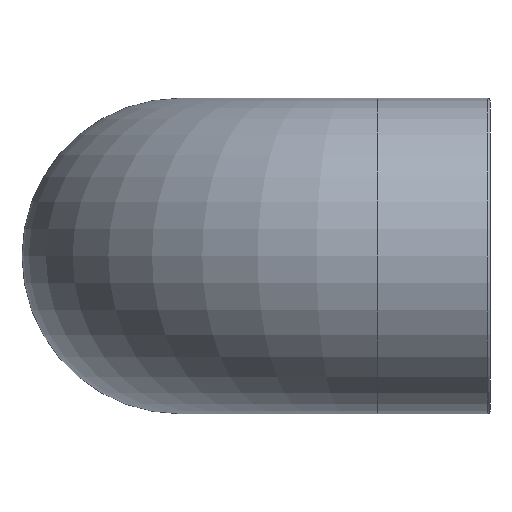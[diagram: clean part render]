
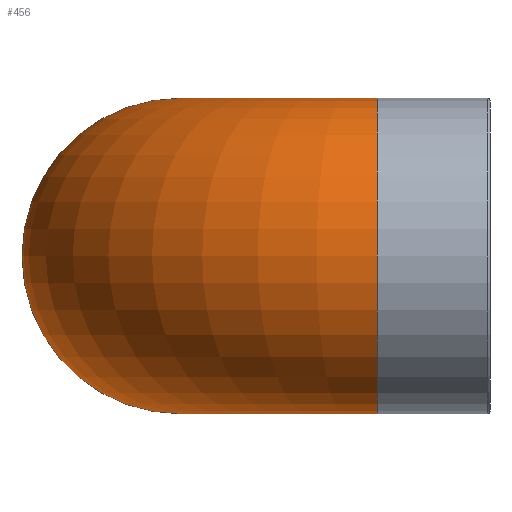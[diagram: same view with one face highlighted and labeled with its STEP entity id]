
A CAD part, left-side view. The second image highlights one B-rep face of the part: STEP entity #456.
In plain terms, the highlighted toroidal (fillet/blend) face has major radius 37.6 mm and minor radius 30 mm.
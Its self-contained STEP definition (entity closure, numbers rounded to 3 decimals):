
#100=FACE_BOUND('',#162,.T.);
#114=FACE_OUTER_BOUND('',#161,.T.);
#161=EDGE_LOOP('',(#339));
#162=EDGE_LOOP('',(#340));
#188=CIRCLE('',#497,30.);
#194=CIRCLE('',#508,30.);
#210=VERTEX_POINT('',#637);
#216=VERTEX_POINT('',#654);
#256=EDGE_CURVE('',#210,#210,#188,.T.);
#262=EDGE_CURVE('',#216,#216,#194,.T.);
#339=ORIENTED_EDGE('',*,*,#256,.F.);
#340=ORIENTED_EDGE('',*,*,#262,.T.);
#442=TOROIDAL_SURFACE('',#514,37.6,30.);
#456=ADVANCED_FACE('',(#114,#100),#442,.T.);
#497=AXIS2_PLACEMENT_3D('',#638,#553,#554);
#508=AXIS2_PLACEMENT_3D('',#655,#575,#576);
#514=AXIS2_PLACEMENT_3D('',#663,#587,#588);
#553=DIRECTION('center_axis',(1.,0.,0.));
#554=DIRECTION('ref_axis',(0.,1.,0.));
#575=DIRECTION('center_axis',(0.,1.,0.));
#576=DIRECTION('ref_axis',(-1.,0.,0.));
#587=DIRECTION('center_axis',(0.,0.,-1.));
#588=DIRECTION('ref_axis',(-1.,0.,0.));
#637=CARTESIAN_POINT('',(37.6,29.,0.));
#638=CARTESIAN_POINT('Origin',(37.6,59.,0.));
#654=CARTESIAN_POINT('',(30.,21.4,0.));
#655=CARTESIAN_POINT('Origin',(0.,21.4,0.));
#663=CARTESIAN_POINT('Origin',(37.6,21.4,0.));
